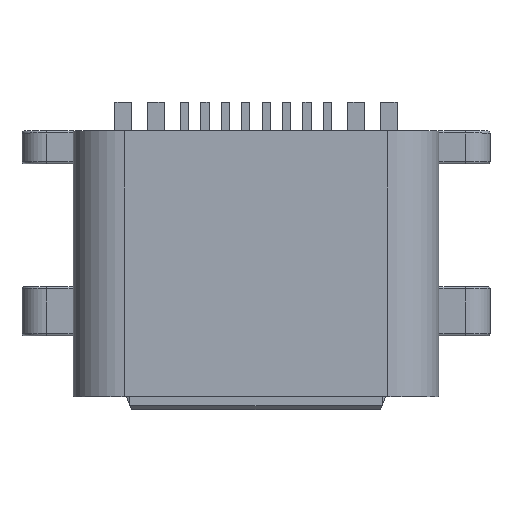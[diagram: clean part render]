
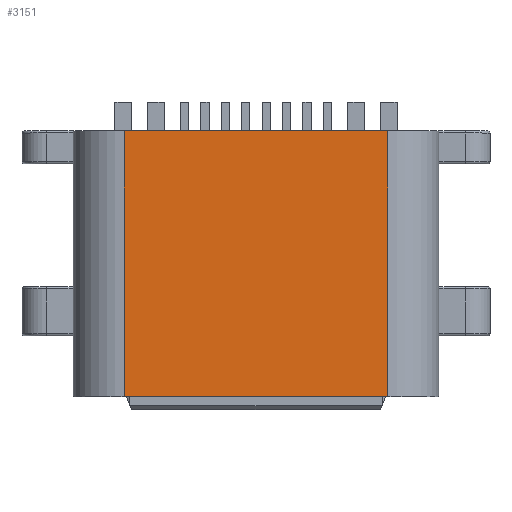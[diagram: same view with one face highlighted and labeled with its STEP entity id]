
A CAD part, top view. The second image highlights one B-rep face of the part: STEP entity #3151.
In plain terms, the highlighted planar face has unit normal (0, 0, 1).
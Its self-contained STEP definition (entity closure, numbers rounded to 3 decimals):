
#3112=CARTESIAN_POINT('',(-3.224,-0.48,1.58));
#3113=DIRECTION('',(0.,0.,1.));
#3114=DIRECTION('',(1.,0.,0.));
#3115=AXIS2_PLACEMENT_3D('',#3112,#3113,#3114);
#3116=PLANE('',#3115);
#3117=CARTESIAN_POINT('',(3.224,-0.48,1.58));
#3118=VERTEX_POINT('',#3117);
#3119=CARTESIAN_POINT('',(3.224,6.02,1.58));
#3120=VERTEX_POINT('',#3119);
#3121=CARTESIAN_POINT('',(3.224,-0.48,1.58));
#3122=DIRECTION('',(0.,1.,0.));
#3123=VECTOR('',#3122,6.5);
#3124=LINE('',#3121,#3123);
#3125=EDGE_CURVE('',#3118,#3120,#3124,.T.);
#3126=ORIENTED_EDGE('',*,*,#3125,.T.);
#3127=CARTESIAN_POINT('',(-3.224,6.02,1.58));
#3128=VERTEX_POINT('',#3127);
#3129=CARTESIAN_POINT('',(-3.224,6.02,1.58));
#3130=DIRECTION('',(1.,0.,-0.));
#3131=VECTOR('',#3130,6.447);
#3132=LINE('',#3129,#3131);
#3133=EDGE_CURVE('',#3128,#3120,#3132,.T.);
#3134=ORIENTED_EDGE('',*,*,#3133,.F.);
#3135=CARTESIAN_POINT('',(-3.224,-0.48,1.58));
#3136=VERTEX_POINT('',#3135);
#3137=CARTESIAN_POINT('',(-3.224,-0.48,1.58));
#3138=DIRECTION('',(0.,1.,0.));
#3139=VECTOR('',#3138,6.5);
#3140=LINE('',#3137,#3139);
#3141=EDGE_CURVE('',#3136,#3128,#3140,.T.);
#3142=ORIENTED_EDGE('',*,*,#3141,.F.);
#3143=CARTESIAN_POINT('',(-3.224,-0.48,1.58));
#3144=DIRECTION('',(1.,0.,-0.));
#3145=VECTOR('',#3144,6.447);
#3146=LINE('',#3143,#3145);
#3147=EDGE_CURVE('',#3136,#3118,#3146,.T.);
#3148=ORIENTED_EDGE('',*,*,#3147,.T.);
#3149=EDGE_LOOP('',(#3126,#3134,#3142,#3148));
#3150=FACE_BOUND('',#3149,.T.);
#3151=ADVANCED_FACE('',(#3150),#3116,.T.);
